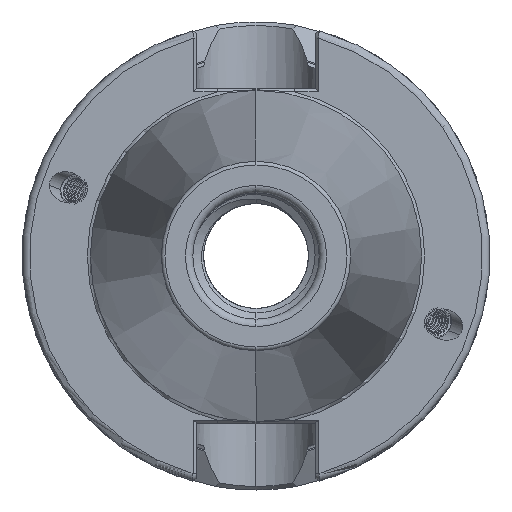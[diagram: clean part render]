
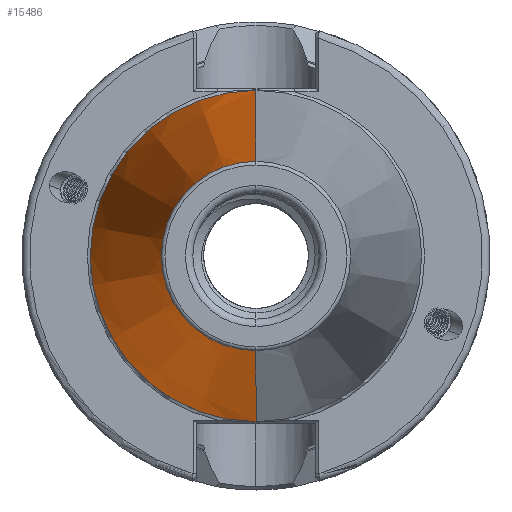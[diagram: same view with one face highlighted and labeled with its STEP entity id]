
A CAD part, left-side view. The second image highlights one B-rep face of the part: STEP entity #15486.
In plain terms, the highlighted conical face has half-angle 8.297 degrees and reference radius 22.298 mm.
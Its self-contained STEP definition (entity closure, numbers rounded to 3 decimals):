
#2937 = CARTESIAN_POINT ( 'NONE',  ( -1.5, 0., 0. ) ) ;
#2942 = DIRECTION ( 'NONE',  ( 1., 0., 0. ) ) ;
#2945 = DIRECTION ( 'NONE',  ( 0., 0., -1. ) ) ;
#5262 = FACE_OUTER_BOUND ( 'NONE', #18951, .T. ) ;
#5271 = CONICAL_SURFACE ( 'NONE', #15751, 22.298, 0.145 ) ;
#5343 = LINE ( 'NONE', #16438, #5394 ) ;
#5394 = VECTOR ( 'NONE', #16443, 1000. ) ;
#5423 = LINE ( 'NONE', #16539, #5438 ) ;
#5438 = VECTOR ( 'NONE', #16594, 1000. ) ;
#5440 = CIRCLE ( 'NONE', #15817, 22.298 ) ;
#5456 = CIRCLE ( 'NONE', #15803, 12.75 ) ;
#15486 = ADVANCED_FACE ( 'NONE', ( #5262 ), #5271, .T. ) ;
#15751 = AXIS2_PLACEMENT_3D ( 'NONE', #2937, #2942, #2945 ) ;
#15803 = AXIS2_PLACEMENT_3D ( 'NONE', #16547, #16559, #16560 ) ;
#15817 = AXIS2_PLACEMENT_3D ( 'NONE', #16562, #16531, #16526 ) ;
#16438 = CARTESIAN_POINT ( 'NONE',  ( -1.5, 0., 22.298 ) ) ;
#16443 = DIRECTION ( 'NONE',  ( 0.99, 0., 0.144 ) ) ;
#16526 = DIRECTION ( 'NONE',  ( 0., 0., -1. ) ) ;
#16531 = DIRECTION ( 'NONE',  ( 1., 0., 0. ) ) ;
#16539 = CARTESIAN_POINT ( 'NONE',  ( -1.5, 0., -22.298 ) ) ;
#16547 = CARTESIAN_POINT ( 'NONE',  ( -66.972, 0., 0. ) ) ;
#16559 = DIRECTION ( 'NONE',  ( 1., 0., 0. ) ) ;
#16560 = DIRECTION ( 'NONE',  ( 0., 0., -1. ) ) ;
#16562 = CARTESIAN_POINT ( 'NONE',  ( -1.5, 0., 0. ) ) ;
#16594 = DIRECTION ( 'NONE',  ( 0.99, 0., -0.144 ) ) ;
#18591 = EDGE_CURVE ( 'NONE', #21708, #21750, #5343, .T. ) ;
#18613 = EDGE_CURVE ( 'NONE', #21681, #21708, #5456, .T. ) ;
#18618 = EDGE_CURVE ( 'NONE', #21682, #21750, #5440, .T. ) ;
#18627 = EDGE_CURVE ( 'NONE', #21681, #21682, #5423, .T. ) ;
#18951 = EDGE_LOOP ( 'NONE', ( #19317, #19316, #19307, #19311 ) ) ;
#19307 = ORIENTED_EDGE ( 'NONE', *, *, #18618, .F. ) ;
#19311 = ORIENTED_EDGE ( 'NONE', *, *, #18627, .F. ) ;
#19316 = ORIENTED_EDGE ( 'NONE', *, *, #18591, .T. ) ;
#19317 = ORIENTED_EDGE ( 'NONE', *, *, #18613, .T. ) ;
#20959 = CARTESIAN_POINT ( 'NONE',  ( -66.972, 0., -12.75 ) ) ;
#21016 = CARTESIAN_POINT ( 'NONE',  ( -1.5, 0., 22.298 ) ) ;
#21031 = CARTESIAN_POINT ( 'NONE',  ( -66.972, 0., 12.75 ) ) ;
#21070 = CARTESIAN_POINT ( 'NONE',  ( -1.5, 0., -22.298 ) ) ;
#21681 = VERTEX_POINT ( 'NONE', #20959 ) ;
#21682 = VERTEX_POINT ( 'NONE', #21070 ) ;
#21708 = VERTEX_POINT ( 'NONE', #21031 ) ;
#21750 = VERTEX_POINT ( 'NONE', #21016 ) ;
